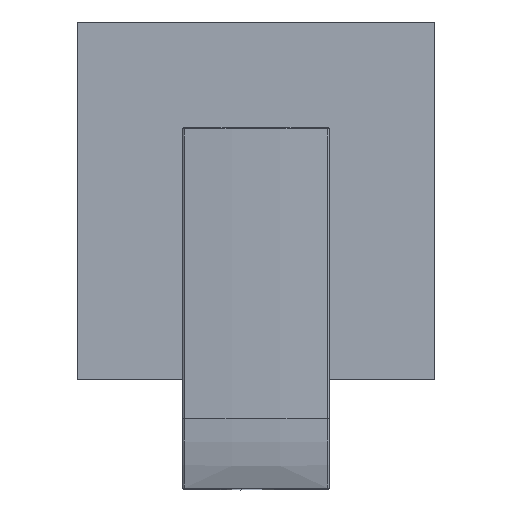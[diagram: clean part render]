
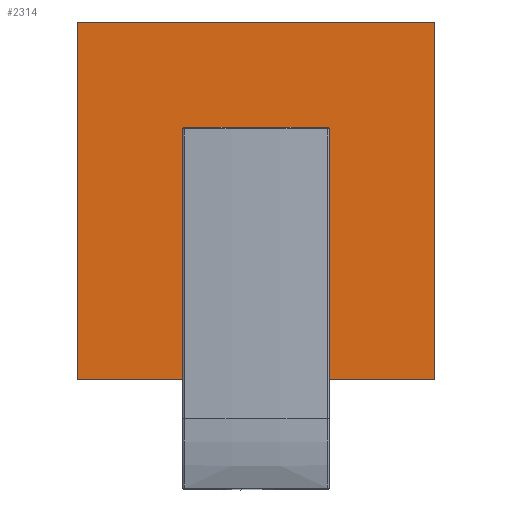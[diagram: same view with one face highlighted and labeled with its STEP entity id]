
A CAD part, top view. The second image highlights one B-rep face of the part: STEP entity #2314.
In plain terms, the highlighted planar face has unit normal (0, 0, 1).
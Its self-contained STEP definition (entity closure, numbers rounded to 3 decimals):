
#53=CARTESIAN_POINT('',(0.,0.,46.5));
#54=DIRECTION('',(0.,0.,1.));
#55=DIRECTION('',(1.,0.,0.));
#56=AXIS2_PLACEMENT_3D('',#53,#54,#55);
#71=DIRECTION('',(0.,1.,0.));
#72=VECTOR('',#71,110.);
#73=CARTESIAN_POINT('',(55.,-55.,46.5));
#74=LINE('',#73,#72);
#75=DIRECTION('',(1.,0.,0.));
#76=VECTOR('',#75,110.);
#77=CARTESIAN_POINT('',(-55.,-55.,46.5));
#78=LINE('',#77,#76);
#79=DIRECTION('',(0.,-1.,0.));
#80=VECTOR('',#79,110.);
#81=CARTESIAN_POINT('',(-55.,55.,46.5));
#82=LINE('',#81,#80);
#83=DIRECTION('',(-1.,0.,0.));
#84=VECTOR('',#83,110.);
#85=CARTESIAN_POINT('',(55.,55.,46.5));
#86=LINE('',#85,#84);
#119=CARTESIAN_POINT('',(0.,0.,46.5));
#120=DIRECTION('',(0.,0.,1.));
#121=DIRECTION('',(-1.,0.,0.));
#122=AXIS2_PLACEMENT_3D('',#119,#120,#121);
#2195=CARTESIAN_POINT('',(55.,-55.,46.5));
#2196=CARTESIAN_POINT('',(55.,55.,46.5));
#2197=VERTEX_POINT('',#2195);
#2198=VERTEX_POINT('',#2196);
#2199=CARTESIAN_POINT('',(-55.,55.,46.5));
#2200=VERTEX_POINT('',#2199);
#2201=CARTESIAN_POINT('',(-55.,-55.,46.5));
#2202=VERTEX_POINT('',#2201);
#2221=CARTESIAN_POINT('',(-22.4,0.,46.5));
#2222=CARTESIAN_POINT('',(22.4,0.,46.5));
#2223=VERTEX_POINT('',#2221);
#2224=VERTEX_POINT('',#2222);
#2294=CARTESIAN_POINT('',(0.,0.,46.5));
#2295=DIRECTION('',(0.,0.,1.));
#2296=DIRECTION('',(-1.,0.,0.));
#2297=AXIS2_PLACEMENT_3D('',#2294,#2295,#2296);
#2298=PLANE('',#2297);
#2300=ORIENTED_EDGE('',*,*,#2299,.F.);
#2302=ORIENTED_EDGE('',*,*,#2301,.F.);
#2304=ORIENTED_EDGE('',*,*,#2303,.F.);
#2306=ORIENTED_EDGE('',*,*,#2305,.F.);
#2307=EDGE_LOOP('',(#2300,#2302,#2304,#2306));
#2308=FACE_OUTER_BOUND('',#2307,.F.);
#2310=ORIENTED_EDGE('',*,*,#2309,.T.);
#2311=ORIENTED_EDGE('',*,*,#2277,.T.);
#2312=EDGE_LOOP('',(#2310,#2311));
#2313=FACE_BOUND('',#2312,.F.);
#2314=ADVANCED_FACE('',(#2308,#2313),#2298,.T.);
#57=CIRCLE('',#56,22.4);
#123=CIRCLE('',#122,22.4);
#2277=EDGE_CURVE('',#2224,#2223,#57,.T.);
#2299=EDGE_CURVE('',#2197,#2198,#74,.T.);
#2301=EDGE_CURVE('',#2202,#2197,#78,.T.);
#2303=EDGE_CURVE('',#2200,#2202,#82,.T.);
#2305=EDGE_CURVE('',#2198,#2200,#86,.T.);
#2309=EDGE_CURVE('',#2223,#2224,#123,.T.);
